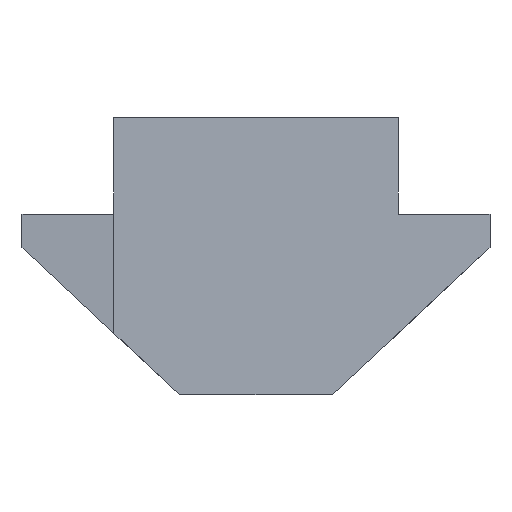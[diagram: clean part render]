
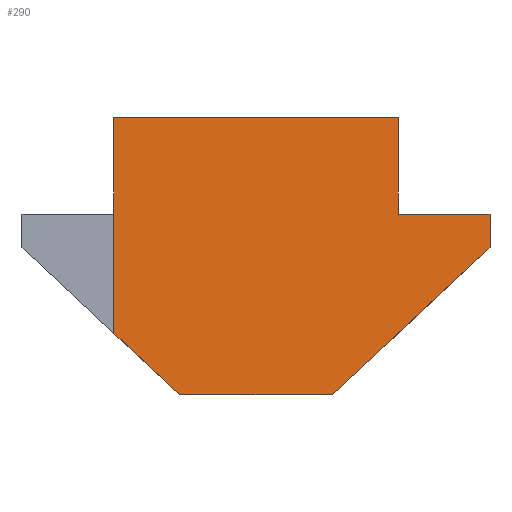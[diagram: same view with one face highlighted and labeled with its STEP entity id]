
A CAD part, front view. The second image highlights one B-rep face of the part: STEP entity #290.
In plain terms, the highlighted planar face has unit normal (0.707, -0.707, 0).
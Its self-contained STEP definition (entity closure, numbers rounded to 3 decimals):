
#23=FACE_OUTER_BOUND('',#39,.T.);
#39=EDGE_LOOP('',(#204,#205,#206,#207,#208,#209,#210,#211,#212));
#56=LINE('',#424,#91);
#67=LINE('',#447,#102);
#69=LINE('',#451,#104);
#70=LINE('',#453,#105);
#71=LINE('',#455,#106);
#72=LINE('',#457,#107);
#73=LINE('',#459,#108);
#74=LINE('',#460,#109);
#75=LINE('',#461,#110);
#91=VECTOR('',#349,1000.);
#102=VECTOR('',#366,1000.);
#104=VECTOR('',#370,1000.);
#105=VECTOR('',#371,1000.);
#106=VECTOR('',#372,1000.);
#107=VECTOR('',#373,1000.);
#108=VECTOR('',#374,1000.);
#109=VECTOR('',#375,1000.);
#110=VECTOR('',#376,1000.);
#125=VERTEX_POINT('',#420);
#127=VERTEX_POINT('',#423);
#135=VERTEX_POINT('',#444);
#136=VERTEX_POINT('',#446);
#137=VERTEX_POINT('',#450);
#138=VERTEX_POINT('',#452);
#139=VERTEX_POINT('',#454);
#140=VERTEX_POINT('',#456);
#141=VERTEX_POINT('',#458);
#150=EDGE_CURVE('',#127,#125,#56,.T.);
#162=EDGE_CURVE('',#136,#135,#67,.T.);
#164=EDGE_CURVE('',#127,#137,#69,.T.);
#165=EDGE_CURVE('',#138,#125,#70,.T.);
#166=EDGE_CURVE('',#139,#138,#71,.T.);
#167=EDGE_CURVE('',#139,#140,#72,.T.);
#168=EDGE_CURVE('',#141,#140,#73,.T.);
#169=EDGE_CURVE('',#141,#136,#74,.T.);
#170=EDGE_CURVE('',#137,#135,#75,.T.);
#204=ORIENTED_EDGE('',*,*,#164,.F.);
#205=ORIENTED_EDGE('',*,*,#150,.T.);
#206=ORIENTED_EDGE('',*,*,#165,.F.);
#207=ORIENTED_EDGE('',*,*,#166,.F.);
#208=ORIENTED_EDGE('',*,*,#167,.T.);
#209=ORIENTED_EDGE('',*,*,#168,.F.);
#210=ORIENTED_EDGE('',*,*,#169,.T.);
#211=ORIENTED_EDGE('',*,*,#162,.T.);
#212=ORIENTED_EDGE('',*,*,#170,.F.);
#260=PLANE('',#326);
#290=ADVANCED_FACE('',(#23),#260,.F.);
#326=AXIS2_PLACEMENT_3D('',#449,#368,#369);
#349=DIRECTION('',(-0.707,-0.707,0.));
#366=DIRECTION('',(0.,0.,1.));
#368=DIRECTION('center_axis',(-0.707,0.707,0.));
#369=DIRECTION('ref_axis',(-0.707,-0.707,0.));
#370=DIRECTION('',(0.,0.,-1.));
#371=DIRECTION('',(0.,0.,1.));
#372=DIRECTION('',(0.,0.,1.));
#373=DIRECTION('',(0.59,0.59,-0.551));
#374=DIRECTION('',(-0.707,-0.707,0.));
#375=DIRECTION('',(0.59,0.59,0.551));
#376=DIRECTION('',(0.707,0.707,0.));
#420=CARTESIAN_POINT('',(-4.25,-9.5,0.));
#423=CARTESIAN_POINT('',(4.25,-1.,0.));
#424=CARTESIAN_POINT('',(7.,1.75,0.));
#444=CARTESIAN_POINT('',(7.,1.75,-2.9));
#446=CARTESIAN_POINT('',(7.,1.75,-3.9));
#447=CARTESIAN_POINT('',(7.,1.75,-8.3));
#449=CARTESIAN_POINT('Origin',(7.,1.75,-8.3));
#450=CARTESIAN_POINT('',(4.25,-1.,-2.9));
#451=CARTESIAN_POINT('',(4.25,-1.,-8.3));
#452=CARTESIAN_POINT('',(-4.25,-9.5,-2.9));
#453=CARTESIAN_POINT('',(-4.25,-9.5,-8.3));
#454=CARTESIAN_POINT('',(-4.25,-9.5,-6.465));
#455=CARTESIAN_POINT('',(-4.25,-9.5,-8.3));
#456=CARTESIAN_POINT('',(-2.282,-7.532,-8.3));
#457=CARTESIAN_POINT('',(0.343,-4.907,-10.748));
#458=CARTESIAN_POINT('',(2.282,-2.968,-8.3));
#459=CARTESIAN_POINT('',(7.,1.75,-8.3));
#460=CARTESIAN_POINT('',(3.316,-1.934,-7.335));
#461=CARTESIAN_POINT('',(7.,1.75,-2.9));
